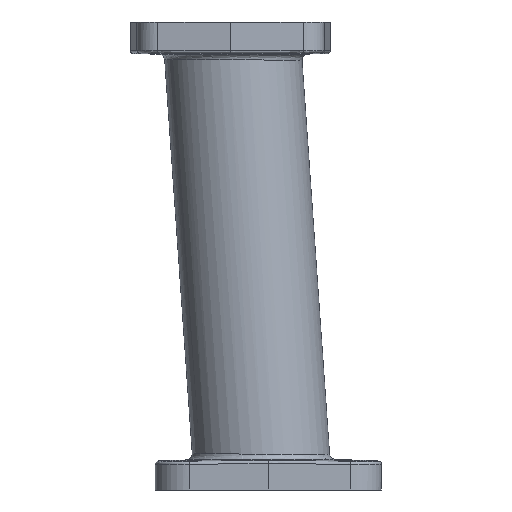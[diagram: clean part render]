
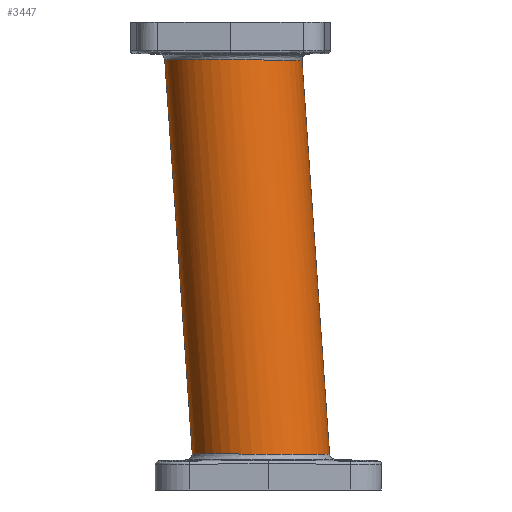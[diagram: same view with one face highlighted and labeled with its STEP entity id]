
A CAD part, left-side view. The second image highlights one B-rep face of the part: STEP entity #3447.
In plain terms, the highlighted cylindrical face has radius 38.1 mm (diameter 76.2 mm), a partial arc.
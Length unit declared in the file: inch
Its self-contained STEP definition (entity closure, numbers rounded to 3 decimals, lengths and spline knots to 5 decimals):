
#290=CARTESIAN_POINT('',(0.,0.83655,
-9.54019));
#291=CARTESIAN_POINT('',(-0.08721,0.83654,
-9.54019));
#292=CARTESIAN_POINT('',(-0.26273,0.82132,
-9.54024));
#293=CARTESIAN_POINT('',(-0.52238,0.751,
-9.54046));
#294=CARTESIAN_POINT('',(-0.7657,0.63512,
-9.54082));
#295=CARTESIAN_POINT('',(-0.98402,0.47833,
-9.54131));
#296=CARTESIAN_POINT('',(-1.17196,0.28408,
-9.54191));
#297=CARTESIAN_POINT('',(-1.32176,0.0605,
-9.5426));
#298=CARTESIAN_POINT('',(-1.43011,-0.18771,
-9.54336));
#299=CARTESIAN_POINT('',(-1.4923,-0.44969,
-9.54416));
#300=CARTESIAN_POINT('',(-1.5071,-0.72016,
-9.54498));
#301=CARTESIAN_POINT('',(-1.47388,-0.98725,
-9.54577));
#302=CARTESIAN_POINT('',(-1.39352,-1.24531,
-9.54654));
#303=CARTESIAN_POINT('',(-1.2693,-1.48375,
-9.54724));
#304=CARTESIAN_POINT('',(-1.10448,-1.69684,
-9.54786));
#305=CARTESIAN_POINT('',(-0.90525,-1.87671,
-9.54838));
#306=CARTESIAN_POINT('',(-0.67611,-2.01885,
-9.54878));
#307=CARTESIAN_POINT('',(-0.43207,-2.11522,
-9.54906));
#308=CARTESIAN_POINT('',(-0.1947,-2.16425,
-9.5492));
#309=CARTESIAN_POINT('',(-0.06106,-2.17141,
-9.54922));
#310=CARTESIAN_POINT('',(0.,-2.17141,
-9.54922));
#931=DIRECTION('',(0.,0.07,0.998));
#932=VECTOR('',#931,8.65739);
#933=CARTESIAN_POINT('',(0.,0.83655,
-9.54019));
#934=LINE('',#933,#932);
#935=DIRECTION('',(0.,0.07,0.998));
#936=VECTOR('',#935,8.65229);
#937=CARTESIAN_POINT('',(0.,-2.17141,
-9.54922));
#938=LINE('',#937,#936);
#975=CARTESIAN_POINT('',(0.,-1.56786,
-0.918));
#976=CARTESIAN_POINT('',(-0.08491,-1.56785,
-0.918));
#977=CARTESIAN_POINT('',(-0.25561,-1.55341,
-0.91793));
#978=CARTESIAN_POINT('',(-0.50784,-1.48708,
-0.91763));
#979=CARTESIAN_POINT('',(-0.74509,-1.37784,
-0.91712));
#980=CARTESIAN_POINT('',(-0.95956,-1.22962,
-0.91644));
#981=CARTESIAN_POINT('',(-1.14585,-1.04603,
-0.91559));
#982=CARTESIAN_POINT('',(-1.29739,-0.83355,
-0.91461));
#983=CARTESIAN_POINT('',(-1.41046,-0.59739,
-0.91351));
#984=CARTESIAN_POINT('',(-1.48102,-0.34586,
-0.91234));
#985=CARTESIAN_POINT('',(-1.50738,-0.08537,
-0.91112));
#986=CARTESIAN_POINT('',(-1.48851,0.17533,
-0.90989));
#987=CARTESIAN_POINT('',(-1.42533,0.42895,
-0.9087));
#988=CARTESIAN_POINT('',(-1.31857,0.66851,
-0.90757));
#989=CARTESIAN_POINT('',(-1.18257,0.87093,
-0.90661));
#990=CARTESIAN_POINT('',(-1.03942,1.02679,
-0.90587));
#991=CARTESIAN_POINT('',(-0.89525,1.14755,
-0.90529));
#992=CARTESIAN_POINT('',(-0.75469,1.23941,
-0.90486));
#993=CARTESIAN_POINT('',(-0.62198,1.30747,
-0.90453));
#994=CARTESIAN_POINT('',(-0.49722,1.35736,
-0.90429));
#995=CARTESIAN_POINT('',(-0.37908,1.39324,
-0.90412));
#996=CARTESIAN_POINT('',(-0.26882,1.41741,
-0.90401));
#997=CARTESIAN_POINT('',(-0.1678,1.43206,
-0.90394));
#998=CARTESIAN_POINT('',(-0.0771,1.43927,
-0.9039));
#999=CARTESIAN_POINT('',(-0.02441,1.44046,
-0.9039));
#1000=CARTESIAN_POINT('',(0.,1.44046,
-0.9039));
#2020=CARTESIAN_POINT('',(0.,0.83655,
-9.54019));
#2021=CARTESIAN_POINT('',(0.,1.44046,
-0.9039));
#2022=VERTEX_POINT('',#2020);
#2023=VERTEX_POINT('',#2021);
#2024=CARTESIAN_POINT('',(0.,-2.17141,
-9.54922));
#2025=CARTESIAN_POINT('',(0.,-1.56786,
-0.918));
#2026=VERTEX_POINT('',#2024);
#2027=VERTEX_POINT('',#2025);
#3435=CARTESIAN_POINT('',(0.,0.04325,0.61845));
#3436=DIRECTION('',(0.,-0.07,-0.998));
#3437=DIRECTION('',(0.,-0.998,0.07));
#3438=AXIS2_PLACEMENT_3D('',#3435,#3436,#3437);
#3439=CYLINDRICAL_SURFACE('',#3438,1.5);
#3440=ORIENTED_EDGE('',*,*,#3425,.T.);
#3442=ORIENTED_EDGE('',*,*,#3441,.F.);
#3443=ORIENTED_EDGE('',*,*,#3428,.F.);
#3444=ORIENTED_EDGE('',*,*,#2371,.F.);
#3445=EDGE_LOOP('',(#3440,#3442,#3443,#3444));
#3446=FACE_OUTER_BOUND('',#3445,.F.);
#3447=ADVANCED_FACE('',(#3446),#3439,.T.);
#311=B_SPLINE_CURVE_WITH_KNOTS('',3,(#290,#291,#292,#293,#294,#295,#296,#297,
#298,#299,#300,#301,#302,#303,#304,#305,#306,#307,#308,#309,#310),.UNSPECIFIED.,
.F.,.F.,(4,1,1,1,1,1,1,1,1,1,1,1,1,1,1,1,1,1,4),(0.,0.05556,
0.11111,0.16667,0.22222,0.27778,
0.33333,0.38889,0.44444,0.5,0.55556,
0.61111,0.66667,0.72222,0.77778,
0.83333,0.88889,0.94444,1.),.UNSPECIFIED.);
#1001=B_SPLINE_CURVE_WITH_KNOTS('',3,(#975,#976,#977,#978,#979,#980,#981,#982,
#983,#984,#985,#986,#987,#988,#989,#990,#991,#992,#993,#994,#995,#996,#997,#998,
#999,#1000),.UNSPECIFIED.,.F.,.F.,(4,1,1,1,1,1,1,1,1,1,1,1,1,1,1,1,1,1,1,1,1,1,
1,4),(0.,0.04348,0.08696,0.13043,
0.17391,0.21739,0.26087,0.30435,
0.34783,0.3913,0.43478,0.47826,
0.52174,0.56522,0.6087,0.65217,
0.69565,0.73913,0.78261,0.82609,
0.86957,0.91304,0.95652,1.),.UNSPECIFIED.);
#2371=EDGE_CURVE('',#2022,#2026,#311,.T.);
#3425=EDGE_CURVE('',#2022,#2023,#934,.T.);
#3428=EDGE_CURVE('',#2026,#2027,#938,.T.);
#3441=EDGE_CURVE('',#2027,#2023,#1001,.T.);
